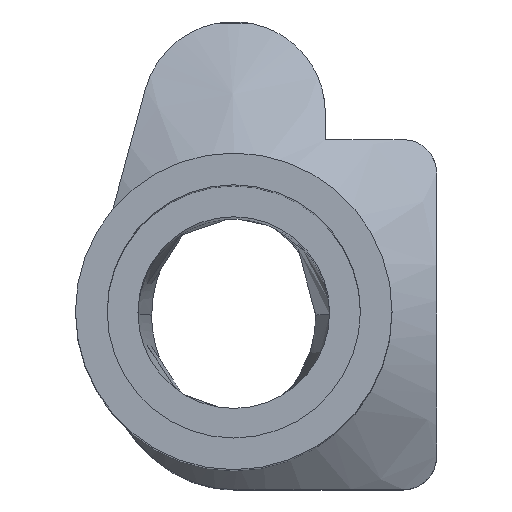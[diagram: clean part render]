
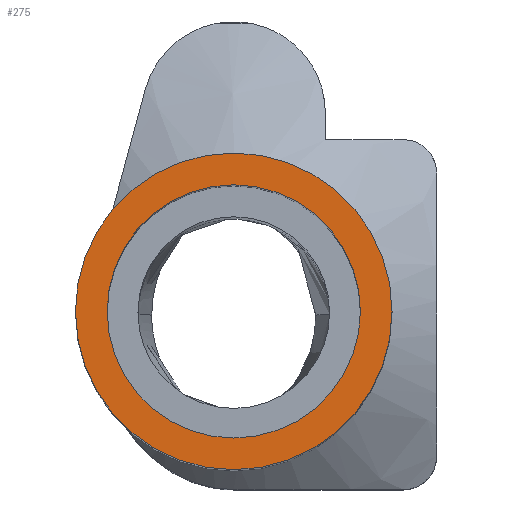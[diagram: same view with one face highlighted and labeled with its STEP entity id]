
A CAD part, top view. The second image highlights one B-rep face of the part: STEP entity #275.
In plain terms, the highlighted planar face has unit normal (0, 0, 1).
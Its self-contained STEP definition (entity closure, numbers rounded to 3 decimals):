
#37 = FACE_BOUND ( 'NONE', #506, .T. ) ;
#76 = FACE_OUTER_BOUND ( 'NONE', #1456, .T. ) ;
#118 = VERTEX_POINT ( 'NONE', #126 ) ;
#126 = CARTESIAN_POINT ( 'NONE',  ( 7.6, 0., 125. ) ) ;
#140 = CARTESIAN_POINT ( 'NONE',  ( 0., 0., 125. ) ) ;
#168 = VERTEX_POINT ( 'NONE', #1452 ) ;
#236 = CARTESIAN_POINT ( 'NONE',  ( 0., 0., 125. ) ) ;
#245 = VERTEX_POINT ( 'NONE', #720 ) ;
#256 = DIRECTION ( 'NONE',  ( 1., 0., 0. ) ) ;
#275 = ADVANCED_FACE ( 'NONE', ( #76, #37 ), #491, .T. ) ;
#277 = CIRCLE ( 'NONE', #887, 7.6 ) ;
#287 = DIRECTION ( 'NONE',  ( 0., 0., 1. ) ) ;
#368 = DIRECTION ( 'NONE',  ( 1., 0., 0. ) ) ;
#436 = EDGE_CURVE ( 'NONE', #168, #118, #462, .T. ) ;
#440 = ORIENTED_EDGE ( 'NONE', *, *, #1071, .F. ) ;
#455 = AXIS2_PLACEMENT_3D ( 'NONE', #980, #287, #1084 ) ;
#462 = CIRCLE ( 'NONE', #651, 7.6 ) ;
#467 = DIRECTION ( 'NONE',  ( 1., 0., 0. ) ) ;
#475 = DIRECTION ( 'NONE',  ( 0., 0., 1. ) ) ;
#491 = PLANE ( 'NONE',  #882 ) ;
#506 = EDGE_LOOP ( 'NONE', ( #440, #1078 ) ) ;
#509 = CARTESIAN_POINT ( 'NONE',  ( 0., 0., 125. ) ) ;
#560 = CIRCLE ( 'NONE', #455, 9.5 ) ;
#564 = EDGE_CURVE ( 'NONE', #245, #1296, #710, .T. ) ;
#627 = DIRECTION ( 'NONE',  ( 1., 0., 0. ) ) ;
#651 = AXIS2_PLACEMENT_3D ( 'NONE', #236, #1045, #368 ) ;
#710 = CIRCLE ( 'NONE', #1074, 9.5 ) ;
#720 = CARTESIAN_POINT ( 'NONE',  ( 9.5, 0., 125. ) ) ;
#727 = EDGE_CURVE ( 'NONE', #1296, #245, #560, .T. ) ;
#882 = AXIS2_PLACEMENT_3D ( 'NONE', #1217, #475, #467 ) ;
#887 = AXIS2_PLACEMENT_3D ( 'NONE', #509, #1263, #627 ) ;
#960 = DIRECTION ( 'NONE',  ( 0., 0., 1. ) ) ;
#980 = CARTESIAN_POINT ( 'NONE',  ( 0., 0., 125. ) ) ;
#1045 = DIRECTION ( 'NONE',  ( 0., 0., 1. ) ) ;
#1071 = EDGE_CURVE ( 'NONE', #118, #168, #277, .T. ) ;
#1074 = AXIS2_PLACEMENT_3D ( 'NONE', #140, #960, #256 ) ;
#1078 = ORIENTED_EDGE ( 'NONE', *, *, #436, .F. ) ;
#1084 = DIRECTION ( 'NONE',  ( 1., 0., 0. ) ) ;
#1101 = ORIENTED_EDGE ( 'NONE', *, *, #727, .T. ) ;
#1217 = CARTESIAN_POINT ( 'NONE',  ( 0., 0., 125. ) ) ;
#1263 = DIRECTION ( 'NONE',  ( 0., 0., 1. ) ) ;
#1296 = VERTEX_POINT ( 'NONE', #1403 ) ;
#1403 = CARTESIAN_POINT ( 'NONE',  ( -9.5, 0., 125. ) ) ;
#1452 = CARTESIAN_POINT ( 'NONE',  ( -7.6, 0., 125. ) ) ;
#1456 = EDGE_LOOP ( 'NONE', ( #1473, #1101 ) ) ;
#1473 = ORIENTED_EDGE ( 'NONE', *, *, #564, .T. ) ;
